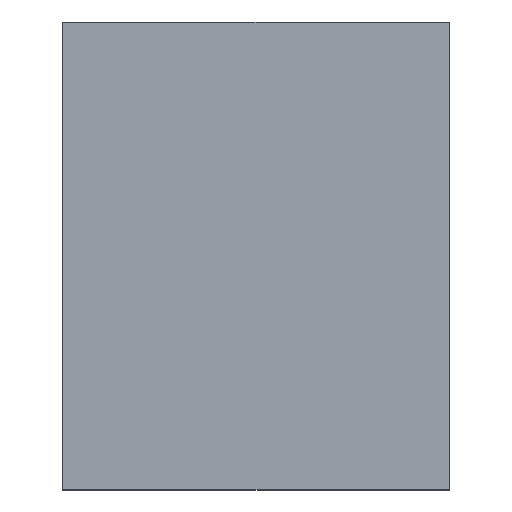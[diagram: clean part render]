
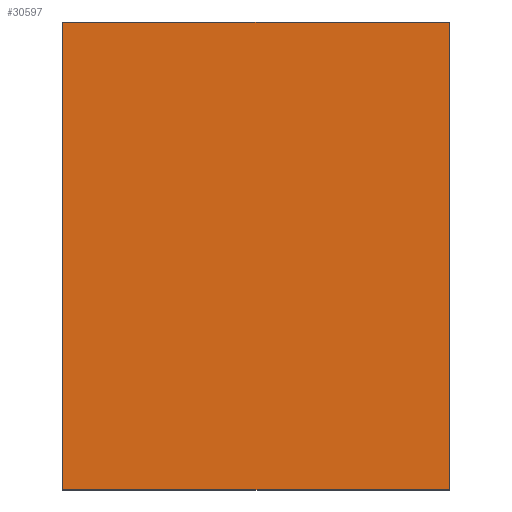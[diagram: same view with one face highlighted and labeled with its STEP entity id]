
A CAD part, front view. The second image highlights one B-rep face of the part: STEP entity #30597.
In plain terms, the highlighted planar face has unit normal (0, -1, 0).
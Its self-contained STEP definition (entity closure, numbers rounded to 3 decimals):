
#428=PLANE('',#34733);
#2080=LINE('',#53799,#4147);
#2082=LINE('',#53802,#4149);
#2091=LINE('',#53817,#4158);
#2093=LINE('',#53820,#4160);
#4147=VECTOR('',#44001,10.);
#4149=VECTOR('',#44005,10.);
#4158=VECTOR('',#44026,10.);
#4160=VECTOR('',#44030,10.);
#7692=FACE_OUTER_BOUND('',#9875,.T.);
#9875=EDGE_LOOP('',(#26716,#26717,#26718,#26719));
#14491=VERTEX_POINT('',#52730);
#14515=VERTEX_POINT('',#52825);
#14518=VERTEX_POINT('',#52832);
#14544=VERTEX_POINT('',#52915);
#18656=EDGE_CURVE('',#14515,#14544,#2080,.T.);
#18658=EDGE_CURVE('',#14544,#14518,#2082,.T.);
#18667=EDGE_CURVE('',#14518,#14491,#2091,.T.);
#18669=EDGE_CURVE('',#14491,#14515,#2093,.T.);
#26716=ORIENTED_EDGE('',*,*,#18656,.F.);
#26717=ORIENTED_EDGE('',*,*,#18669,.F.);
#26718=ORIENTED_EDGE('',*,*,#18667,.F.);
#26719=ORIENTED_EDGE('',*,*,#18658,.F.);
#30597=ADVANCED_FACE('',(#7692),#428,.T.);
#34733=AXIS2_PLACEMENT_3D('',#54118,#44518,#44519);
#44001=DIRECTION('',(0.,0.,1.));
#44005=DIRECTION('',(1.,0.,0.));
#44026=DIRECTION('',(0.,0.,-1.));
#44030=DIRECTION('',(-1.,0.,0.));
#44518=DIRECTION('center_axis',(0.,-1.,0.));
#44519=DIRECTION('ref_axis',(0.,0.,-1.));
#52730=CARTESIAN_POINT('',(34.9,-2.,-313.9));
#52825=CARTESIAN_POINT('',(-232.9,-2.,-313.9));
#52832=CARTESIAN_POINT('',(34.9,-2.,9.9));
#52915=CARTESIAN_POINT('',(-232.9,-2.,9.9));
#53799=CARTESIAN_POINT('',(-232.9,-2.,-233.));
#53802=CARTESIAN_POINT('',(-166.,-2.,9.9));
#53817=CARTESIAN_POINT('',(34.9,-2.,-71.));
#53820=CARTESIAN_POINT('',(-32.,-2.,-313.9));
#54118=CARTESIAN_POINT('Origin',(-99.,-2.,-152.));
